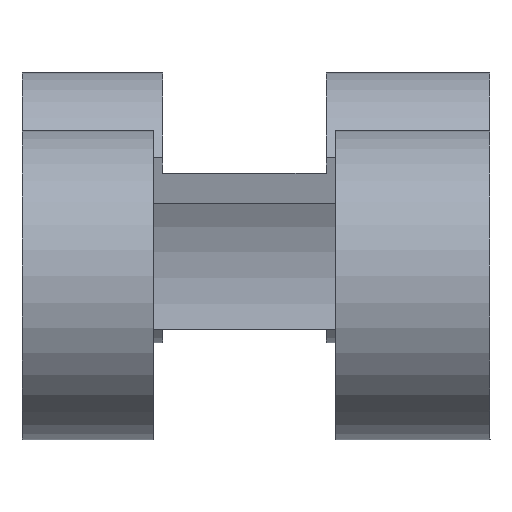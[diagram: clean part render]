
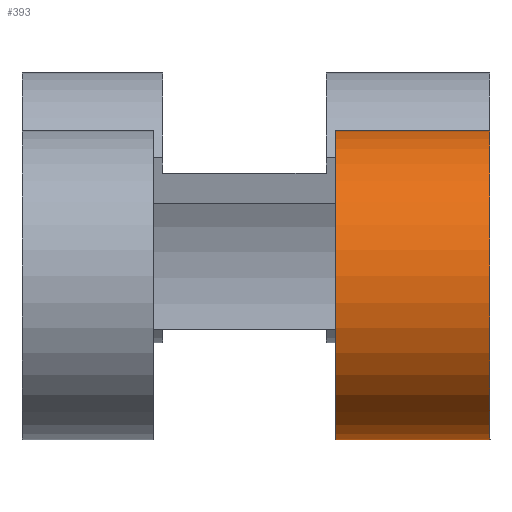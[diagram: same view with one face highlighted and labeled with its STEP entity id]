
A CAD part, left-side view. The second image highlights one B-rep face of the part: STEP entity #393.
In plain terms, the highlighted cylindrical face has radius 4 mm (diameter 8 mm), a partial arc.
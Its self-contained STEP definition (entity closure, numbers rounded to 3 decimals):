
#49=FACE_OUTER_BOUND('',#74,.T.);
#74=EDGE_LOOP('',(#322,#323,#324,#325));
#100=LINE('',#626,#130);
#108=LINE('',#642,#138);
#130=VECTOR('',#510,10.);
#138=VECTOR('',#526,10.);
#161=CIRCLE('',#441,4.);
#163=CIRCLE('',#444,4.);
#189=VERTEX_POINT('',#623);
#190=VERTEX_POINT('',#625);
#193=VERTEX_POINT('',#639);
#194=VERTEX_POINT('',#641);
#231=EDGE_CURVE('',#190,#189,#100,.T.);
#240=EDGE_CURVE('',#194,#193,#108,.T.);
#245=EDGE_CURVE('',#194,#189,#161,.F.);
#247=EDGE_CURVE('',#190,#193,#163,.F.);
#322=ORIENTED_EDGE('',*,*,#245,.F.);
#323=ORIENTED_EDGE('',*,*,#240,.T.);
#324=ORIENTED_EDGE('',*,*,#247,.F.);
#325=ORIENTED_EDGE('',*,*,#231,.T.);
#377=CYLINDRICAL_SURFACE('',#443,4.);
#393=ADVANCED_FACE('',(#49),#377,.T.);
#441=AXIS2_PLACEMENT_3D('',#651,#533,#534);
#443=AXIS2_PLACEMENT_3D('',#653,#537,#538);
#444=AXIS2_PLACEMENT_3D('',#654,#539,#540);
#510=DIRECTION('',(0.,1.,0.));
#526=DIRECTION('',(0.,-1.,0.));
#533=DIRECTION('center_axis',(0.,-1.,0.));
#534=DIRECTION('ref_axis',(0.,0.,-1.));
#537=DIRECTION('center_axis',(0.,-1.,0.));
#538=DIRECTION('ref_axis',(-0.994,0.,-0.112));
#539=DIRECTION('center_axis',(0.,1.,0.));
#540=DIRECTION('ref_axis',(0.,0.,-1.));
#623=CARTESIAN_POINT('',(-53.894,117.916,38.437));
#625=CARTESIAN_POINT('',(-53.894,113.926,38.437));
#626=CARTESIAN_POINT('',(-53.894,124.71,38.437));
#639=CARTESIAN_POINT('',(-53.524,113.926,35.158));
#641=CARTESIAN_POINT('',(-53.524,117.916,35.158));
#642=CARTESIAN_POINT('',(-53.524,117.846,35.158));
#651=CARTESIAN_POINT('Origin',(-57.33,117.916,36.389));
#653=CARTESIAN_POINT('Origin',(-57.33,117.846,36.389));
#654=CARTESIAN_POINT('Origin',(-57.33,113.926,36.389));
